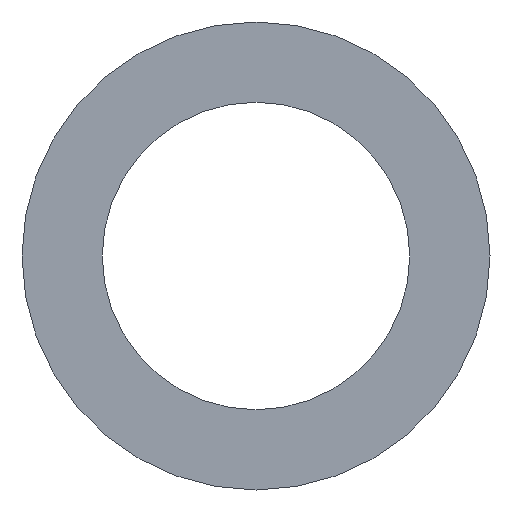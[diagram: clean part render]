
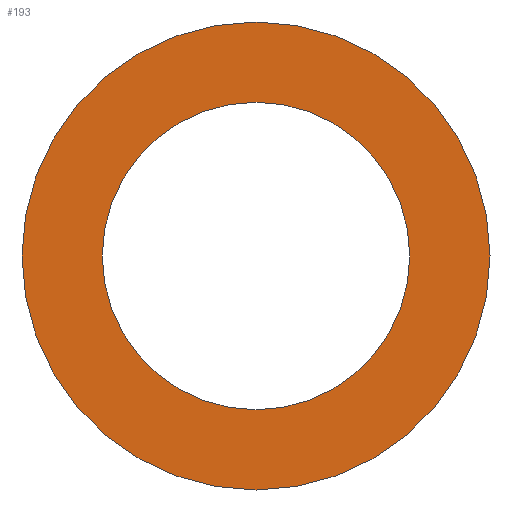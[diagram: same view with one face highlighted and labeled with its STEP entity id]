
A CAD part, left-side view. The second image highlights one B-rep face of the part: STEP entity #193.
In plain terms, the highlighted planar face has unit normal (-1, 0, 0).
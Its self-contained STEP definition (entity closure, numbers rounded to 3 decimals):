
#57=CARTESIAN_POINT('Axis2P3D Location',(-2.,0.,0.)) ;
#61=CARTESIAN_POINT('Vertex',(-2.,17.5,0.)) ;
#63=CARTESIAN_POINT('Vertex',(-2.,-17.5,0.)) ;
#92=CARTESIAN_POINT('Axis2P3D Location',(-2.,0.,0.)) ;
#120=CARTESIAN_POINT('Vertex',(-2.,-11.5,0.)) ;
#134=CARTESIAN_POINT('Vertex',(-2.,11.5,0.)) ;
#137=CARTESIAN_POINT('Axis2P3D Location',(-2.,0.,0.)) ;
#154=CARTESIAN_POINT('Axis2P3D Location',(-2.,0.,0.)) ;
#180=CARTESIAN_POINT('Axis2P3D Location',(-2.,0.,0.)) ;
#58=DIRECTION('Axis2P3D Direction',(1.,0.,0.)) ;
#93=DIRECTION('Axis2P3D Direction',(1.,0.,0.)) ;
#138=DIRECTION('Axis2P3D Direction',(1.,0.,0.)) ;
#155=DIRECTION('Axis2P3D Direction',(1.,0.,0.)) ;
#181=DIRECTION('Axis2P3D Direction',(1.,0.,0.)) ;
#182=DIRECTION('Axis2P3D XDirection',(0.,1.,0.)) ;
#59=AXIS2_PLACEMENT_3D('Circle Axis2P3D',#57,#58,$) ;
#94=AXIS2_PLACEMENT_3D('Circle Axis2P3D',#92,#93,$) ;
#139=AXIS2_PLACEMENT_3D('Circle Axis2P3D',#137,#138,$) ;
#156=AXIS2_PLACEMENT_3D('Circle Axis2P3D',#154,#155,$) ;
#183=AXIS2_PLACEMENT_3D('Plane Axis2P3D',#180,#181,#182) ;
#186=ORIENTED_EDGE('',*,*,#96,.F.) ;
#187=ORIENTED_EDGE('',*,*,#65,.F.) ;
#190=ORIENTED_EDGE('',*,*,#158,.T.) ;
#191=ORIENTED_EDGE('',*,*,#141,.T.) ;
#192=FACE_BOUND('',#189,.T.) ;
#193=ADVANCED_FACE('',(#188,#192),#184,.F.) ;
#60=CIRCLE('generated circle',#59,17.5) ;
#95=CIRCLE('generated circle',#94,17.5) ;
#140=CIRCLE('generated circle',#139,11.5) ;
#157=CIRCLE('generated circle',#156,11.5) ;
#65=EDGE_CURVE('',#62,#64,#60,.T.) ;
#96=EDGE_CURVE('',#64,#62,#95,.T.) ;
#141=EDGE_CURVE('',#121,#135,#140,.T.) ;
#158=EDGE_CURVE('',#135,#121,#157,.T.) ;
#185=EDGE_LOOP('',(#186,#187)) ;
#189=EDGE_LOOP('',(#190,#191)) ;
#188=FACE_OUTER_BOUND('',#185,.T.) ;
#184=PLANE('Plane',#183) ;
#62=VERTEX_POINT('',#61) ;
#64=VERTEX_POINT('',#63) ;
#121=VERTEX_POINT('',#120) ;
#135=VERTEX_POINT('',#134) ;
